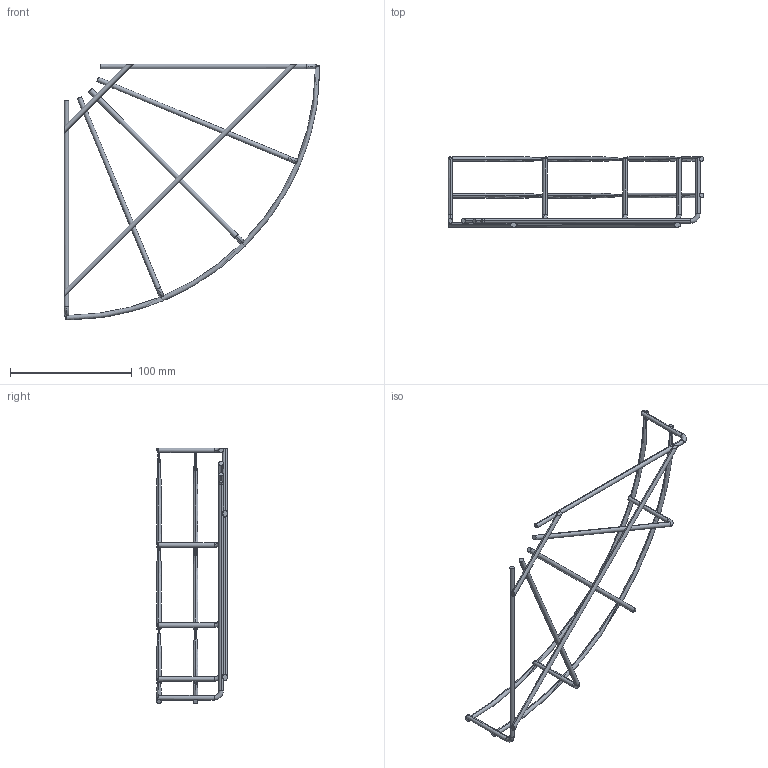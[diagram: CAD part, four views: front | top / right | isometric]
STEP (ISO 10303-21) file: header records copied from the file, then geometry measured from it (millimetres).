
FILE_DESCRIPTION (( 'STEP AP214' ), '1' );
FILE_NAME ('6001939.stp', '2018-03-21T14:24:56', ( '' ), ( '' ), 'SwSTEP 2.0', 'SolidWorks 2016', '' );
FILE_SCHEMA (( 'AUTOMOTIVE_DESIGN' ));
Length unit declared in the file: millimetre
Products named in the file (1): 6001939
Bounding box: 210.2 x 57.99 x 210.2 mm (x, y, z)
Volume: 23973.7 mm3; surface area: 25207.3 mm2
Topology: 1 solids, 1 shells, 66 faces, 202 edges, 138 vertices
Faces by surface type: cylinder 32, plane 20, torus 14
Entity records: 3278 total; most frequent: CARTESIAN_POINT 1487, ORIENTED_EDGE 404, DIRECTION 334, EDGE_CURVE 202, AXIS2_PLACEMENT_3D 147, VERTEX_POINT 138, EDGE_LOOP 90, CIRCLE 80
